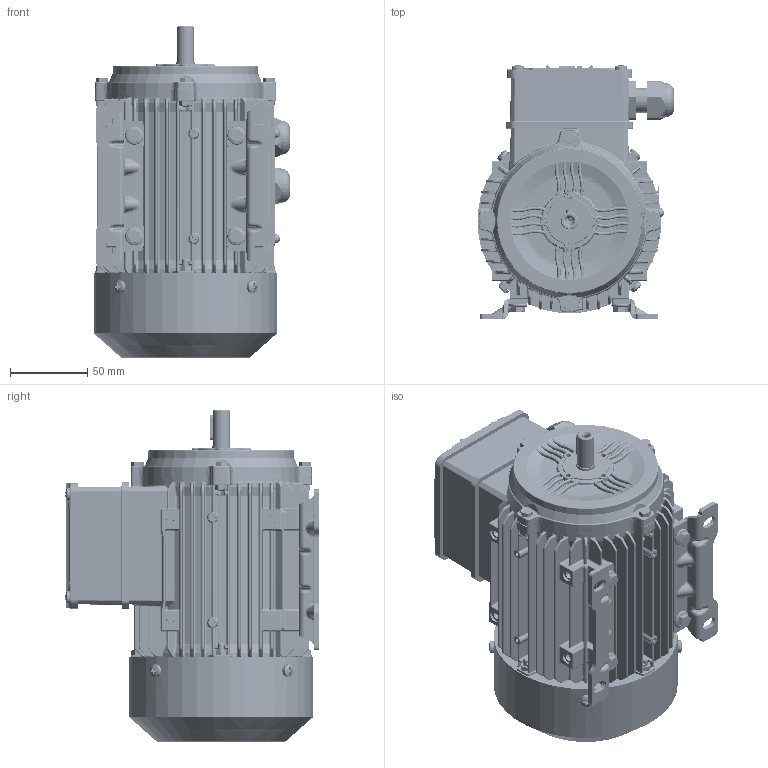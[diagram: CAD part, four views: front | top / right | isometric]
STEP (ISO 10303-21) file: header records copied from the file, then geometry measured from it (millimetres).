
FILE_DESCRIPTION (( 'STEP AP203' ), '1' );
FILE_NAME ('XZL063MXX-PD-A0-000.STEP', '2024-09-03T13:04:51', ( '' ), ( '' ), 'SwSTEP 2.0', 'SolidWorks 2023', '' );
FILE_SCHEMA (( 'CONFIG_CONTROL_DESIGN' ));
Products named in the file (1): XZL063MXX-PD-A0-000
Bounding box: 126.97 x 163.64 x 213.8 mm (x, y, z)
Volume: 2032303.8 mm3; surface area: 207885.9 mm2
Topology: 1 solids, 38 shells, 7064 faces, 17170 edges, 10095 vertices
Faces by surface type: cylinder 2211, bspline 2028, plane 1478, torus 566, cone 546, sphere 235
Entity records: 256707 total; most frequent: CARTESIAN_POINT 109768, ORIENTED_EDGE 33524, DIRECTION 27619, EDGE_CURVE 16762, AXIS2_PLACEMENT_3D 11223, VERTEX_POINT 10061, EDGE_LOOP 7429, ADVANCED_FACE 7064
